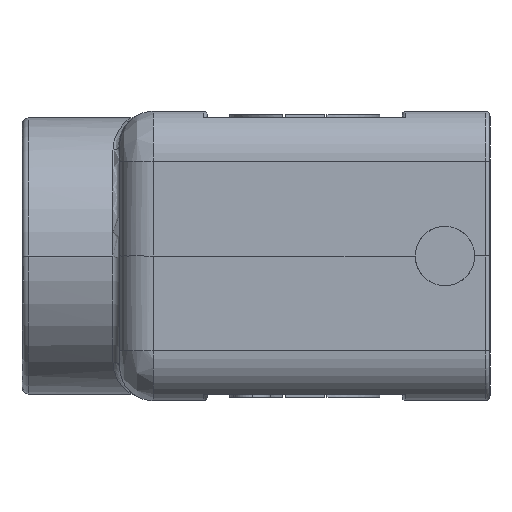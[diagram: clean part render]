
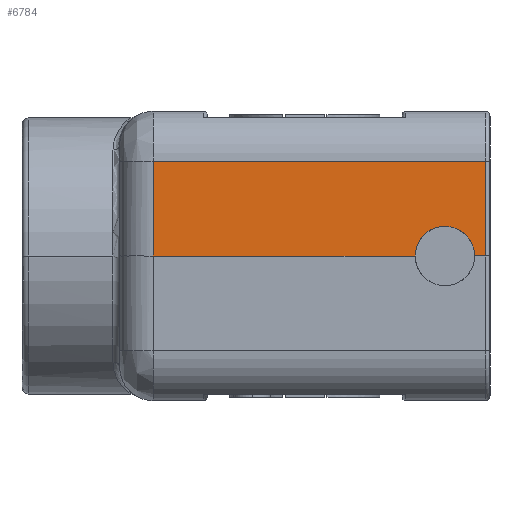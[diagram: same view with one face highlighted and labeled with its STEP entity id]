
A CAD part, left-side view. The second image highlights one B-rep face of the part: STEP entity #6784.
In plain terms, the highlighted planar face has unit normal (-1, 0, 0.009).
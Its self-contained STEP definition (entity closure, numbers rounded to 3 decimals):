
#85=CARTESIAN_POINT('',(-60.,11.1,0.));
#100=CARTESIAN_POINT('',(-60.,2.3,0.));
#110=CARTESIAN_POINT('',(-60.,2.3,0.));
#111=CARTESIAN_POINT('',(-59.997,2.3,0.364));
#112=CARTESIAN_POINT('',(-59.991,2.388,1.068));
#113=CARTESIAN_POINT('',(-59.982,2.769,2.073));
#114=CARTESIAN_POINT('',(-59.974,3.382,2.953));
#115=CARTESIAN_POINT('',(-59.968,4.17,3.651));
#116=CARTESIAN_POINT('',(-59.964,5.112,4.15));
#117=CARTESIAN_POINT('',(-59.962,6.149,4.408));
#118=CARTESIAN_POINT('',(-59.961,7.216,4.413));
#119=CARTESIAN_POINT('',(-59.964,8.253,4.163));
#120=CARTESIAN_POINT('',(-59.968,9.201,3.671));
#121=CARTESIAN_POINT('',(-59.974,10.002,2.973));
#122=CARTESIAN_POINT('',(-59.982,10.625,2.085));
#123=CARTESIAN_POINT('',(-59.991,11.012,1.071));
#124=CARTESIAN_POINT('',(-59.997,11.1,0.365));
#125=CARTESIAN_POINT('',(-60.,11.1,0.));
#127=DIRECTION('',(0.,1.,0.));
#128=VECTOR('',#127,38.9);
#129=CARTESIAN_POINT('',(-60.,11.1,0.));
#130=LINE('',#129,#128);
#131=DIRECTION('',(0.,1.,0.));
#132=VECTOR('',#131,1.7);
#133=CARTESIAN_POINT('',(-60.,0.6,0.));
#134=LINE('',#133,#132);
#135=DIRECTION('',(-0.009,0.,-1.));
#136=VECTOR('',#135,14.066);
#137=CARTESIAN_POINT('',(-59.877,50.,14.065));
#138=LINE('',#137,#136);
#887=DIRECTION('',(0.,1.,0.));
#888=VECTOR('',#887,49.4);
#889=CARTESIAN_POINT('',(-59.877,0.6,14.065));
#890=LINE('',#889,#888);
#3456=DIRECTION('',(0.009,0.,1.));
#3457=VECTOR('',#3456,14.066);
#3458=CARTESIAN_POINT('',(-60.,0.6,0.));
#3459=LINE('',#3458,#3457);
#5334=CARTESIAN_POINT('',(-60.,0.6,0.));
#5335=VERTEX_POINT('',#5334);
#5337=VERTEX_POINT('',#85);
#5338=VERTEX_POINT('',#100);
#5339=CARTESIAN_POINT('',(-60.,50.,0.));
#5340=VERTEX_POINT('',#5339);
#5345=CARTESIAN_POINT('',(-59.877,50.,14.065));
#5346=VERTEX_POINT('',#5345);
#5347=CARTESIAN_POINT('',(-59.877,0.6,14.065));
#5348=VERTEX_POINT('',#5347);
#6768=CARTESIAN_POINT('',(-60.,55.,0.));
#6769=DIRECTION('',(-1.,0.,0.009));
#6770=DIRECTION('',(0.,1.,0.));
#6771=AXIS2_PLACEMENT_3D('',#6768,#6769,#6770);
#6772=PLANE('',#6771);
#6773=ORIENTED_EDGE('',*,*,#6760,.T.);
#6774=ORIENTED_EDGE('',*,*,#6734,.T.);
#6776=ORIENTED_EDGE('',*,*,#6775,.F.);
#6778=ORIENTED_EDGE('',*,*,#6777,.F.);
#6780=ORIENTED_EDGE('',*,*,#6779,.F.);
#6781=ORIENTED_EDGE('',*,*,#6728,.T.);
#6782=EDGE_LOOP('',(#6773,#6774,#6776,#6778,#6780,#6781));
#6783=FACE_OUTER_BOUND('',#6782,.F.);
#6784=ADVANCED_FACE('',(#6783),#6772,.T.);
#126=B_SPLINE_CURVE_WITH_KNOTS('',3,(#110,#111,#112,#113,#114,#115,#116,#117,
#118,#119,#120,#121,#122,#123,#124,#125),.UNSPECIFIED.,.F.,.F.,(4,1,1,1,1,1,1,1,
1,1,1,1,1,4),(0.,0.077,0.154,0.231,
0.308,0.385,0.462,0.538,
0.615,0.692,0.769,0.846,
0.923,1.),.UNSPECIFIED.);
#6728=EDGE_CURVE('',#5335,#5338,#134,.T.);
#6734=EDGE_CURVE('',#5337,#5340,#130,.T.);
#6760=EDGE_CURVE('',#5338,#5337,#126,.T.);
#6775=EDGE_CURVE('',#5346,#5340,#138,.T.);
#6777=EDGE_CURVE('',#5348,#5346,#890,.T.);
#6779=EDGE_CURVE('',#5335,#5348,#3459,.T.);
